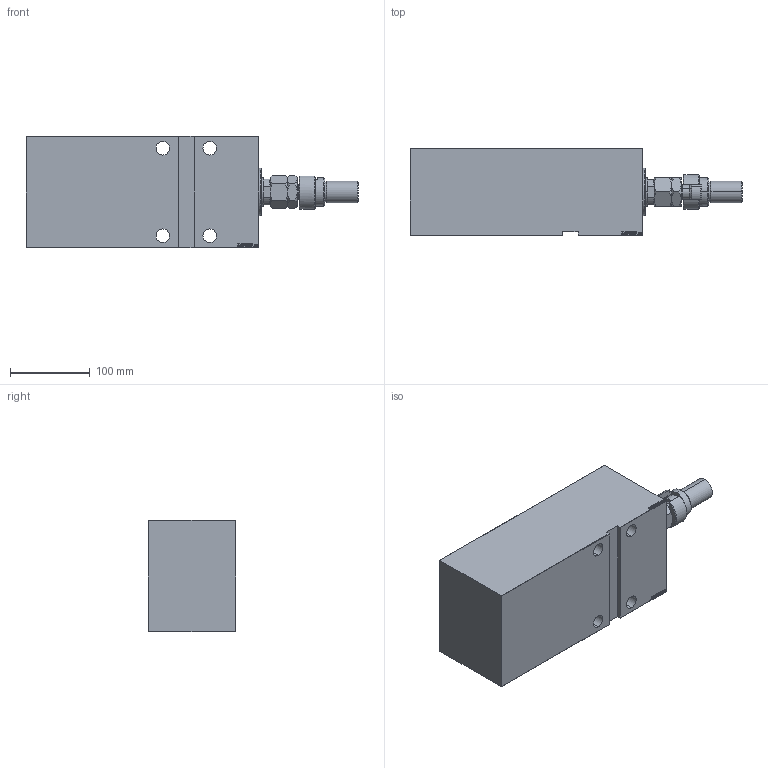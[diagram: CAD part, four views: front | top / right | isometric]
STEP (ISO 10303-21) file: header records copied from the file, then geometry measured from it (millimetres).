
FILE_DESCRIPTION (( 'STEP AP203' ), '1' );
FILE_NAME ('f8c6.STEP', '2022-04-17T01:52:34', ( '' ), ( '' ), 'SwSTEP 2.0', 'SolidWorks 2019', '' );
FILE_SCHEMA (( 'CONFIG_CONTROL_DESIGN' ));
Length unit declared in the file: millimetre
Products named in the file (7): V450CM_G_Body 2599220ffa0dfa345dd56338bc6cbff9; f8c6; MFA 2599220ffa0dfa345dd56338bc6cbff9; V450CM_VC_G 2599220ffa0dfa345dd56338bc6cbff9; V450CM_G_VCP 2599220ffa0dfa345dd56338bc6cbff9; FEMALE_PART_FOR_DFA 2599220ffa0dfa345dd56338bc6cbff9; DFA 2599220ffa0dfa345dd56338bc6cbff9
Assembly tree (6 placements, depth 3):
  f8c6
    V450CM_G_Body 2599220ffa0dfa345dd56338bc6cbff9
    V450CM_G_VCP 2599220ffa0dfa345dd56338bc6cbff9
    V450CM_VC_G 2599220ffa0dfa345dd56338bc6cbff9
    DFA 2599220ffa0dfa345dd56338bc6cbff9
      FEMALE_PART_FOR_DFA 2599220ffa0dfa345dd56338bc6cbff9
      MFA 2599220ffa0dfa345dd56338bc6cbff9
Bounding box: 417.5 x 110 x 140 mm (x, y, z)
Volume: 3521344.4 mm3; surface area: 360926.1 mm2
Topology: 5 solids, 5 shells, 943 faces, 2384 edges, 1565 vertices
Faces by surface type: plane 440, bspline 380, cylinder 65, cone 54, torus 4
Entity records: 46035 total; most frequent: CARTESIAN_POINT 25162, ORIENTED_EDGE 4764, DIRECTION 2896, EDGE_CURVE 2382, VERTEX_POINT 1565, LINE 1370, VECTOR 1370, EDGE_LOOP 1069
